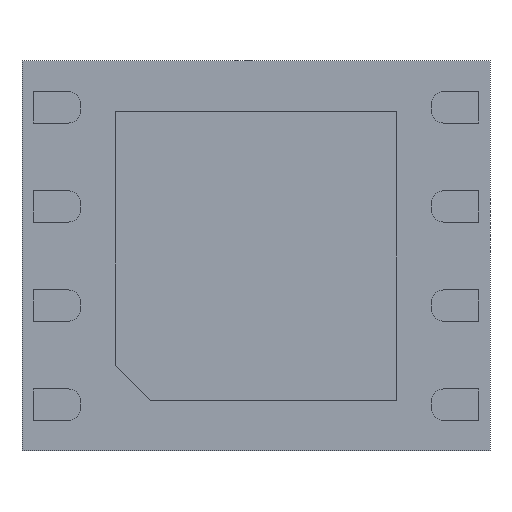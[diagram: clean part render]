
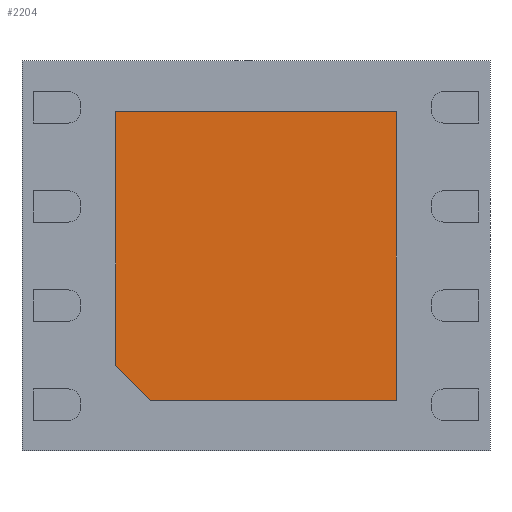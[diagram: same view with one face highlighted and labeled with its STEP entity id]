
A CAD part, front view. The second image highlights one B-rep face of the part: STEP entity #2204.
In plain terms, the highlighted planar face has unit normal (0, -1, 0).
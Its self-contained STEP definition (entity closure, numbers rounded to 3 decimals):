
#14 = VECTOR ( 'NONE', #1448, 1000. ) ;
#86 = VECTOR ( 'NONE', #1387, 1000. ) ;
#103 = AXIS2_PLACEMENT_3D ( 'NONE', #3035, #2016, #1038 ) ;
#166 = ORIENTED_EDGE ( 'NONE', *, *, #1325, .T. ) ;
#169 = CARTESIAN_POINT ( 'NONE',  ( -1.35, 0., -1.85 ) ) ;
#184 = DIRECTION ( 'NONE',  ( 1., 0., 0. ) ) ;
#288 = EDGE_CURVE ( 'NONE', #1231, #2337, #1009, .T. ) ;
#473 = CARTESIAN_POINT ( 'NONE',  ( -1.8, 0., -1.4 ) ) ;
#859 = CARTESIAN_POINT ( 'NONE',  ( 1.8, 0., 1.85 ) ) ;
#864 = CARTESIAN_POINT ( 'NONE',  ( 1.8, 0., -1.85 ) ) ;
#1009 = LINE ( 'NONE', #2464, #14 ) ;
#1022 = EDGE_CURVE ( 'NONE', #3747, #2606, #1282, .T. ) ;
#1038 = DIRECTION ( 'NONE',  ( 0., 0., -1. ) ) ;
#1107 = DIRECTION ( 'NONE',  ( 0.707, 0., -0.707 ) ) ;
#1207 = LINE ( 'NONE', #864, #1966 ) ;
#1231 = VERTEX_POINT ( 'NONE', #2371 ) ;
#1263 = ORIENTED_EDGE ( 'NONE', *, *, #2838, .T. ) ;
#1282 = LINE ( 'NONE', #169, #3840 ) ;
#1325 = EDGE_CURVE ( 'NONE', #4079, #3747, #3475, .T. ) ;
#1366 = ORIENTED_EDGE ( 'NONE', *, *, #3984, .T. ) ;
#1387 = DIRECTION ( 'NONE',  ( -1., 0., 0. ) ) ;
#1448 = DIRECTION ( 'NONE',  ( 0., 0., 1. ) ) ;
#1966 = VECTOR ( 'NONE', #184, 1000. ) ;
#2016 = DIRECTION ( 'NONE',  ( 0., -1., 0. ) ) ;
#2071 = CARTESIAN_POINT ( 'NONE',  ( -1.8, 0., 1.85 ) ) ;
#2153 = DIRECTION ( 'NONE',  ( 0., 0., -1. ) ) ;
#2204 = ADVANCED_FACE ( 'NONE', ( #2770 ), #3016, .T. ) ;
#2337 = VERTEX_POINT ( 'NONE', #859 ) ;
#2350 = CARTESIAN_POINT ( 'NONE',  ( 1.8, 0., 1.85 ) ) ;
#2371 = CARTESIAN_POINT ( 'NONE',  ( 1.8, 0., -1.85 ) ) ;
#2464 = CARTESIAN_POINT ( 'NONE',  ( 1.8, 0., -1.85 ) ) ;
#2576 = VECTOR ( 'NONE', #2153, 1000. ) ;
#2606 = VERTEX_POINT ( 'NONE', #3857 ) ;
#2746 = ORIENTED_EDGE ( 'NONE', *, *, #288, .T. ) ;
#2747 = LINE ( 'NONE', #2350, #86 ) ;
#2770 = FACE_OUTER_BOUND ( 'NONE', #2777, .T. ) ;
#2777 = EDGE_LOOP ( 'NONE', ( #166, #2993, #1263, #2746, #1366 ) ) ;
#2838 = EDGE_CURVE ( 'NONE', #2606, #1231, #1207, .T. ) ;
#2993 = ORIENTED_EDGE ( 'NONE', *, *, #1022, .T. ) ;
#3016 = PLANE ( 'NONE',  #103 ) ;
#3035 = CARTESIAN_POINT ( 'NONE',  ( 0., 0., 0. ) ) ;
#3475 = LINE ( 'NONE', #4176, #2576 ) ;
#3747 = VERTEX_POINT ( 'NONE', #473 ) ;
#3840 = VECTOR ( 'NONE', #1107, 1000. ) ;
#3857 = CARTESIAN_POINT ( 'NONE',  ( -1.35, 0., -1.85 ) ) ;
#3984 = EDGE_CURVE ( 'NONE', #2337, #4079, #2747, .T. ) ;
#4079 = VERTEX_POINT ( 'NONE', #2071 ) ;
#4176 = CARTESIAN_POINT ( 'NONE',  ( -1.8, 0., -1.4 ) ) ;
